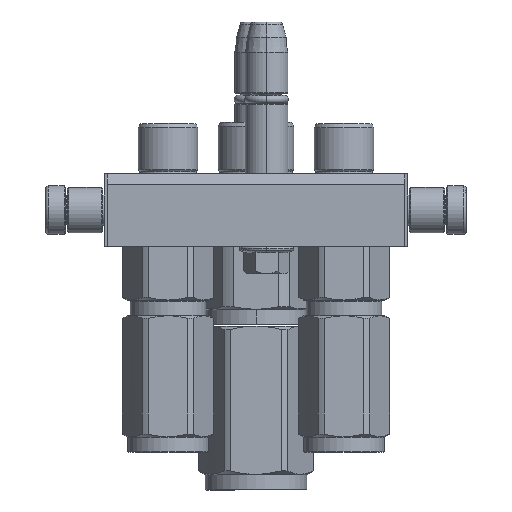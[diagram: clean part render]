
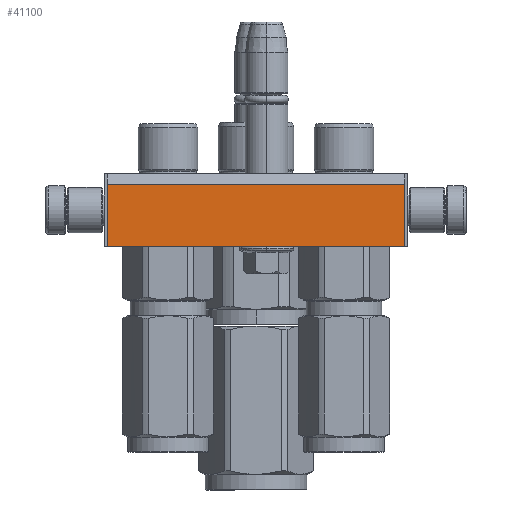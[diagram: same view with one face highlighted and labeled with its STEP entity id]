
A CAD part, left-side view. The second image highlights one B-rep face of the part: STEP entity #41100.
In plain terms, the highlighted face is planar.
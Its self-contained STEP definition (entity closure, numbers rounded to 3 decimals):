
#5064 = EDGE_CURVE ( 'NONE', #16128, #10497, #50196, .T. ) ;
#7893 = CARTESIAN_POINT ( 'NONE',  ( -20., 3.464, 24. ) ) ;
#8390 = DIRECTION ( 'NONE',  ( 1., 0., 0. ) ) ;
#10467 = CARTESIAN_POINT ( 'NONE',  ( 78., 3.464, 24. ) ) ;
#10474 = LINE ( 'NONE', #13729, #15966 ) ;
#10497 = VERTEX_POINT ( 'NONE', #10467 ) ;
#12284 = DIRECTION ( 'NONE',  ( 1., 0., 0. ) ) ;
#13168 = CARTESIAN_POINT ( 'NONE',  ( -21., 0., 24. ) ) ;
#13729 = CARTESIAN_POINT ( 'NONE',  ( 78., 3.464, 24. ) ) ;
#14920 = EDGE_CURVE ( 'NONE', #54035, #35803, #52902, .T. ) ;
#15966 = VECTOR ( 'NONE', #39566, 1000. ) ;
#16128 = VERTEX_POINT ( 'NONE', #34456 ) ;
#17206 = ORIENTED_EDGE ( 'NONE', *, *, #14920, .F. ) ;
#17401 = DIRECTION ( 'NONE',  ( 0., 1., 0. ) ) ;
#17541 = DIRECTION ( 'NONE',  ( 0., 0., 1. ) ) ;
#17904 = LINE ( 'NONE', #22319, #32158 ) ;
#18684 = CARTESIAN_POINT ( 'NONE',  ( 78., 24., 24. ) ) ;
#20652 = EDGE_LOOP ( 'NONE', ( #17206, #25267, #41730, #33646 ) ) ;
#21661 = VECTOR ( 'NONE', #51579, 1000. ) ;
#22319 = CARTESIAN_POINT ( 'NONE',  ( -20., 3.464, 24. ) ) ;
#25267 = ORIENTED_EDGE ( 'NONE', *, *, #34342, .F. ) ;
#29026 = AXIS2_PLACEMENT_3D ( 'NONE', #13168, #17541, #8390 ) ;
#30085 = PLANE ( 'NONE',  #29026 ) ;
#32158 = VECTOR ( 'NONE', #17401, 1000. ) ;
#33646 = ORIENTED_EDGE ( 'NONE', *, *, #50740, .T. ) ;
#34342 = EDGE_CURVE ( 'NONE', #16128, #54035, #17904, .T. ) ;
#34456 = CARTESIAN_POINT ( 'NONE',  ( -20., 3.464, 24. ) ) ;
#34500 = VECTOR ( 'NONE', #12284, 1000. ) ;
#35240 = FACE_OUTER_BOUND ( 'NONE', #20652, .T. ) ;
#35803 = VERTEX_POINT ( 'NONE', #18684 ) ;
#39566 = DIRECTION ( 'NONE',  ( 0., 1., 0. ) ) ;
#41100 = ADVANCED_FACE ( 'NONE', ( #35240 ), #30085, .T. ) ;
#41730 = ORIENTED_EDGE ( 'NONE', *, *, #5064, .T. ) ;
#43401 = CARTESIAN_POINT ( 'NONE',  ( -20., 24., 24. ) ) ;
#50196 = LINE ( 'NONE', #7893, #34500 ) ;
#50740 = EDGE_CURVE ( 'NONE', #10497, #35803, #10474, .T. ) ;
#51579 = DIRECTION ( 'NONE',  ( 1., 0., 0. ) ) ;
#52902 = LINE ( 'NONE', #43401, #21661 ) ;
#53663 = CARTESIAN_POINT ( 'NONE',  ( -20., 24., 24. ) ) ;
#54035 = VERTEX_POINT ( 'NONE', #53663 ) ;
